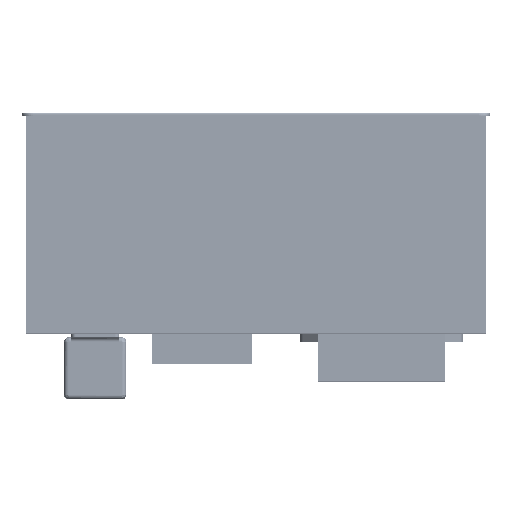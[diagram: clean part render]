
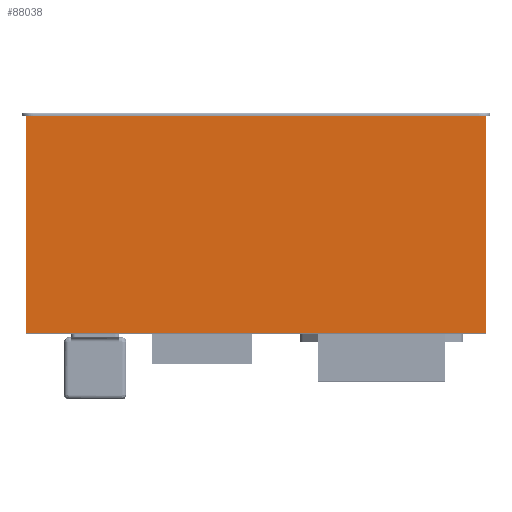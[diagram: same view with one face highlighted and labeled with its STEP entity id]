
A CAD part, top view. The second image highlights one B-rep face of the part: STEP entity #88038.
In plain terms, the highlighted free-form (B-spline) face has degree [1, 1] with [2, 2] control points.
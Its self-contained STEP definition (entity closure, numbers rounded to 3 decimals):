
#86533 = VERTEX_POINT('',#86534);
#86534 = CARTESIAN_POINT('',(214.233,711.303,
    88.261));
#86539 = EDGE_CURVE('',#86540,#86533,#86542,.T.);
#86540 = VERTEX_POINT('',#86541);
#86541 = CARTESIAN_POINT('',(44.933,711.303,
    88.261));
#86542 = B_SPLINE_CURVE_WITH_KNOTS('',1,(#86543,#86544),.UNSPECIFIED.,
  .F.,.F.,(2,2),(-105.5,105.5),.PIECEWISE_BEZIER_KNOTS.);
#86543 = CARTESIAN_POINT('',(44.933,711.303,
    88.261));
#86544 = CARTESIAN_POINT('',(214.233,711.303,
    88.261));
#87987 = VERTEX_POINT('',#87988);
#87988 = CARTESIAN_POINT('',(44.933,791.54,
    88.261));
#87995 = EDGE_CURVE('',#87996,#87987,#87998,.T.);
#87996 = VERTEX_POINT('',#87997);
#87997 = CARTESIAN_POINT('',(214.233,791.54,
    88.261));
#87998 = B_SPLINE_CURVE_WITH_KNOTS('',1,(#87999,#88000),.UNSPECIFIED.,
  .F.,.F.,(2,2),(-105.5,105.5),
  .PIECEWISE_BEZIER_KNOTS.);
#87999 = CARTESIAN_POINT('',(214.233,791.54,
    88.261));
#88000 = CARTESIAN_POINT('',(44.933,791.54,
    88.261));
#88023 = EDGE_CURVE('',#87987,#86540,#88024,.T.);
#88024 = B_SPLINE_CURVE_WITH_KNOTS('',1,(#88025,#88026),.UNSPECIFIED.,
  .F.,.F.,(2,2),(-50.,50.),.PIECEWISE_BEZIER_KNOTS.);
#88025 = CARTESIAN_POINT('',(44.933,791.54,
    88.261));
#88026 = CARTESIAN_POINT('',(44.933,711.303,
    88.261));
#88038 = ADVANCED_FACE('',(#88039),#88049,.T.);
#88039 = FACE_BOUND('',#88040,.T.);
#88040 = EDGE_LOOP('',(#88041,#88042,#88047,#88048));
#88041 = ORIENTED_EDGE('',*,*,#86539,.T.);
#88042 = ORIENTED_EDGE('',*,*,#88043,.T.);
#88043 = EDGE_CURVE('',#86533,#87996,#88044,.T.);
#88044 = B_SPLINE_CURVE_WITH_KNOTS('',1,(#88045,#88046),.UNSPECIFIED.,
  .F.,.F.,(2,2),(-50.,50.),.PIECEWISE_BEZIER_KNOTS.);
#88045 = CARTESIAN_POINT('',(214.233,711.303,
    88.261));
#88046 = CARTESIAN_POINT('',(214.233,791.54,
    88.261));
#88047 = ORIENTED_EDGE('',*,*,#87995,.T.);
#88048 = ORIENTED_EDGE('',*,*,#88023,.T.);
#88049 = B_SPLINE_SURFACE_WITH_KNOTS('',1,1,(
    (#88050,#88051)
    ,(#88052,#88053
    )),.UNSPECIFIED.,.F.,.F.,.F.,(2,2),(2,2),(-105.5,105.5),(-50.,50.),
  .PIECEWISE_BEZIER_KNOTS.);
#88050 = CARTESIAN_POINT('',(44.933,711.303,
    88.261));
#88051 = CARTESIAN_POINT('',(44.933,791.54,
    88.261));
#88052 = CARTESIAN_POINT('',(214.233,711.303,
    88.261));
#88053 = CARTESIAN_POINT('',(214.233,791.54,
    88.261));
